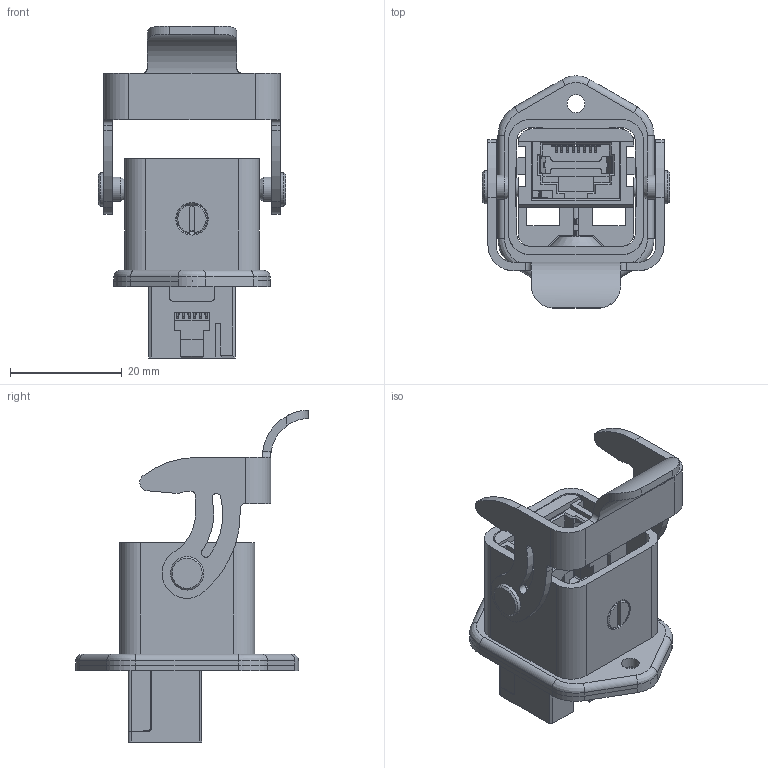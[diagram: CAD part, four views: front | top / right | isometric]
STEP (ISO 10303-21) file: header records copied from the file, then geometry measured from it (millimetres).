
FILE_DESCRIPTION(/* description */ (''),/* implementation_level */ '2;1');
FILE_NAME(/* name */ '100663045ugm000_a.stp',/* time_stamp */ '2016-03-08T10:41:39+01:00',/* author */ (''),/* organization */ (''),/* preprocessor_version */ 'ST-DEVELOPER v16',/* originating_system */ 'SIEMENS PLM Software NX 10.0',/* authorisation */ '');
FILE_SCHEMA (('AUTOMOTIVE_DESIGN { 1 0 10303 214 3 1 1 1 }'));
Length unit declared in the file: millimetre
Products named in the file (1): 100663045ugm000_a
Bounding box: 33.6 x 41.76 x 59.54 mm (x, y, z)
Volume: 11913.9 mm3; surface area: 15584.6 mm2
Topology: 1 solids, 1 shells, 1346 faces, 4165 edges, 2733 vertices
Faces by surface type: plane 1019, cylinder 307, cone 11, bspline 6, torus 3
Full cylindrical faces by diameter (mm): 0.95 x1, 1.05 x1, 3 x2, 3.2 x2, 3.4 x2, 3.5 x2, 3.8 x1, 4.343 x2, 5.8 x1, 6 x2
Entity records: 47645 total; most frequent: CARTESIAN_POINT 8558, ORIENTED_EDGE 8256, DIRECTION 7526, EDGE_CURVE 4128, LINE 3328, VECTOR 3328, VERTEX_POINT 2721, AXIS2_PLACEMENT_3D 2099
